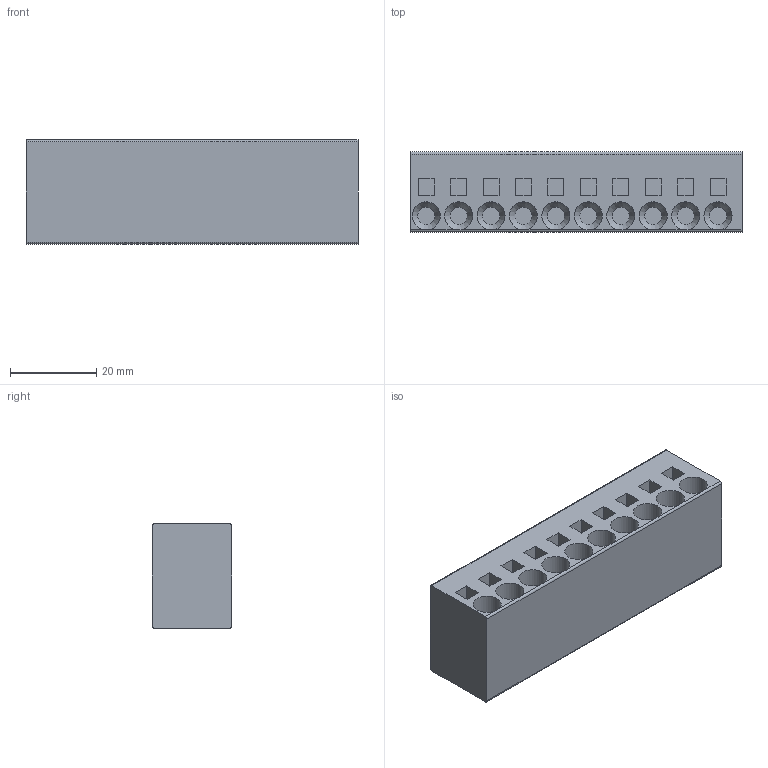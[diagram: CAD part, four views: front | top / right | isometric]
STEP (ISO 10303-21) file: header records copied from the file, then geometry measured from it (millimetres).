
FILE_DESCRIPTION(/* description */ ('model of PhoenixContact_SPT_5_10-V-7.5-ZB_1x10_P7.5_Vertical_1719396'),/* implementation_level */ '2;1');
FILE_NAME(/* name */ 'PhoenixContact_SPT_5_10-V-7.5-ZB_1x10_P7.5_Vertical_1719396.step',/* time_stamp */ '2020-09-21T11:45:45',/* author */ ('Joel',''),/* organization */ (''),/* preprocessor_version */ '',/* originating_system */ '',/* authorisation */ '');
FILE_SCHEMA(('AUTOMOTIVE_DESIGN { 1 0 10303 214 1 1 1 1 }'));
Length unit declared in the file: millimetre
Products named in the file (1): Shape0_27153534569775806
Bounding box: 76.8 x 18.5 x 24.15 mm (x, y, z)
Volume: 31086.4 mm3; surface area: 9644 mm2
Topology: 1 solids, 1 shells, 90 faces, 224 edges, 146 vertices
Faces by surface type: plane 66, cylinder 14, cone 10
Full cylindrical faces by diameter (mm): 6.5 x10
Entity records: 5931 total; most frequent: CARTESIAN_POINT 1383, DIRECTION 848, LINE 556, VECTOR 556, ORIENTED_EDGE 448, PCURVE 448, DEFINITIONAL_REPRESENTATION 448, EDGE_CURVE 224
